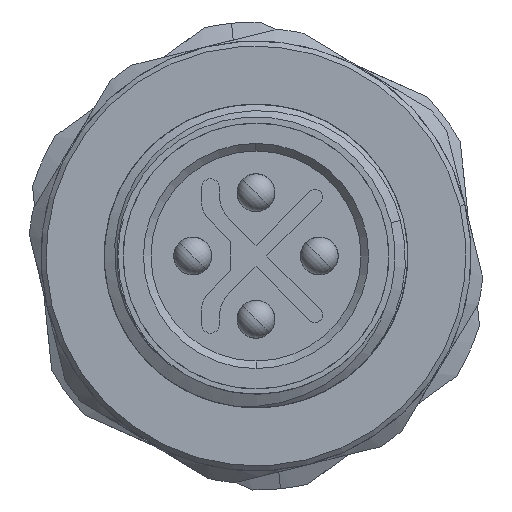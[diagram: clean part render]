
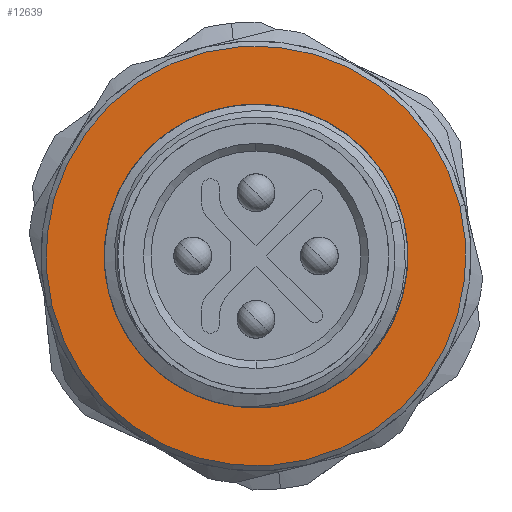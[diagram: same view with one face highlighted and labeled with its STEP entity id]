
A CAD part, left-side view. The second image highlights one B-rep face of the part: STEP entity #12639.
In plain terms, the highlighted planar face has unit normal (-1, 0, 0).
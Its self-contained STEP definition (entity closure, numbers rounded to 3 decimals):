
#886 = VERTEX_POINT ( 'NONE', #4467 ) ;
#1321 = CARTESIAN_POINT ( 'NONE',  ( 7.5, 0., 6. ) ) ;
#1468 = AXIS2_PLACEMENT_3D ( 'NONE', #5479, #2455, #13057 ) ;
#1783 = EDGE_CURVE ( 'NONE', #6778, #16113, #6961, .T. ) ;
#2294 = AXIS2_PLACEMENT_3D ( 'NONE', #19822, #10306, #7491 ) ;
#2455 = DIRECTION ( 'NONE',  ( -1., 0., 0. ) ) ;
#2516 = DIRECTION ( 'NONE',  ( 0., 0., -1. ) ) ;
#2837 = PLANE ( 'NONE',  #2294 ) ;
#3225 = DIRECTION ( 'NONE',  ( 0., 0., -1. ) ) ;
#3230 = AXIS2_PLACEMENT_3D ( 'NONE', #14621, #16324, #6946 ) ;
#4467 = CARTESIAN_POINT ( 'NONE',  ( 7.5, 0., 8.3 ) ) ;
#4882 = AXIS2_PLACEMENT_3D ( 'NONE', #7555, #19387, #2516 ) ;
#5184 = CIRCLE ( 'NONE', #16472, 8.3 ) ;
#5479 = CARTESIAN_POINT ( 'NONE',  ( 7.5, 0., 0. ) ) ;
#5532 = ORIENTED_EDGE ( 'NONE', *, *, #12776, .T. ) ;
#6778 = VERTEX_POINT ( 'NONE', #10452 ) ;
#6946 = DIRECTION ( 'NONE',  ( 0., 0., 1. ) ) ;
#6961 = CIRCLE ( 'NONE', #1468, 6. ) ;
#7491 = DIRECTION ( 'NONE',  ( 0., 0., -1. ) ) ;
#7555 = CARTESIAN_POINT ( 'NONE',  ( 7.5, 0., 0. ) ) ;
#8432 = CIRCLE ( 'NONE', #4882, 8.3 ) ;
#8562 = EDGE_LOOP ( 'NONE', ( #5532, #18883 ) ) ;
#8620 = VERTEX_POINT ( 'NONE', #12007 ) ;
#8661 = ORIENTED_EDGE ( 'NONE', *, *, #1783, .F. ) ;
#8909 = EDGE_LOOP ( 'NONE', ( #11424, #8661 ) ) ;
#10306 = DIRECTION ( 'NONE',  ( 1., 0., 0. ) ) ;
#10363 = EDGE_CURVE ( 'NONE', #16113, #6778, #15479, .T. ) ;
#10452 = CARTESIAN_POINT ( 'NONE',  ( 7.5, 0., -6. ) ) ;
#11424 = ORIENTED_EDGE ( 'NONE', *, *, #10363, .F. ) ;
#11648 = EDGE_CURVE ( 'NONE', #886, #8620, #8432, .T. ) ;
#12007 = CARTESIAN_POINT ( 'NONE',  ( 7.5, 0., -8.3 ) ) ;
#12639 = ADVANCED_FACE ( 'NONE', ( #16769, #14964 ), #2837, .F. ) ;
#12776 = EDGE_CURVE ( 'NONE', #8620, #886, #5184, .T. ) ;
#13057 = DIRECTION ( 'NONE',  ( 0., 0., 1. ) ) ;
#14621 = CARTESIAN_POINT ( 'NONE',  ( 7.5, 0., 0. ) ) ;
#14964 = FACE_BOUND ( 'NONE', #8909, .T. ) ;
#15479 = CIRCLE ( 'NONE', #3230, 6. ) ;
#15848 = CARTESIAN_POINT ( 'NONE',  ( 7.5, 0., 0. ) ) ;
#16113 = VERTEX_POINT ( 'NONE', #1321 ) ;
#16324 = DIRECTION ( 'NONE',  ( -1., 0., 0. ) ) ;
#16472 = AXIS2_PLACEMENT_3D ( 'NONE', #15848, #17063, #3225 ) ;
#16769 = FACE_OUTER_BOUND ( 'NONE', #8562, .T. ) ;
#17063 = DIRECTION ( 'NONE',  ( -1., 0., 0. ) ) ;
#18883 = ORIENTED_EDGE ( 'NONE', *, *, #11648, .T. ) ;
#19387 = DIRECTION ( 'NONE',  ( -1., 0., 0. ) ) ;
#19822 = CARTESIAN_POINT ( 'NONE',  ( 7.5, 6., 0. ) ) ;
